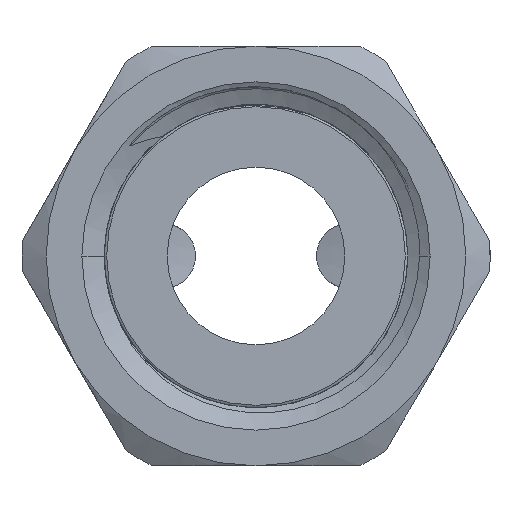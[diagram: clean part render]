
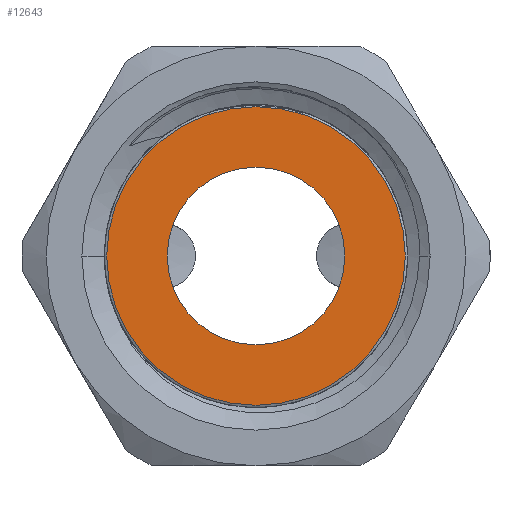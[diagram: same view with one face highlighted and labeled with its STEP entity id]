
A CAD part, left-side view. The second image highlights one B-rep face of the part: STEP entity #12643.
In plain terms, the highlighted planar face has unit normal (-1, 0, 0).
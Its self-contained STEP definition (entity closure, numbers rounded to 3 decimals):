
#12518=CARTESIAN_POINT('',(0.,0.,0.));
#12519=DIRECTION('',(-1.,0.,0.));
#12520=DIRECTION('',(0.,1.,0.));
#12521=AXIS2_PLACEMENT_3D('',#12518,#12519,#12520);
#12526=CARTESIAN_POINT('',(0.,0.,0.));
#12527=DIRECTION('',(1.,0.,0.));
#12528=DIRECTION('',(0.,1.,0.));
#12529=AXIS2_PLACEMENT_3D('',#12526,#12527,#12528);
#12534=CARTESIAN_POINT('',(0.,0.,0.));
#12535=DIRECTION('',(1.,0.,0.));
#12536=DIRECTION('',(0.,1.,0.));
#12537=AXIS2_PLACEMENT_3D('',#12534,#12535,#12536);
#12556=CARTESIAN_POINT('',(0.,0.,0.));
#12557=DIRECTION('',(-1.,0.,0.));
#12558=DIRECTION('',(0.,1.,0.));
#12559=AXIS2_PLACEMENT_3D('',#12556,#12557,#12558);
#12610=CARTESIAN_POINT('',(0.,5.5,0.));
#12612=VERTEX_POINT('',#12610);
#12615=CARTESIAN_POINT('',(0.,9.25,0.));
#12617=VERTEX_POINT('',#12615);
#12618=CARTESIAN_POINT('',(0.,-5.5,0.));
#12620=VERTEX_POINT('',#12618);
#12623=CARTESIAN_POINT('',(0.,-9.25,0.));
#12625=VERTEX_POINT('',#12623);
#12626=CARTESIAN_POINT('',(0.,0.,0.));
#12627=DIRECTION('',(1.,0.,0.));
#12628=DIRECTION('',(0.,-1.,0.));
#12629=AXIS2_PLACEMENT_3D('',#12626,#12627,#12628);
#12630=PLANE('',#12629);
#12632=ORIENTED_EDGE('',*,*,#12631,.F.);
#12634=ORIENTED_EDGE('',*,*,#12633,.T.);
#12635=EDGE_LOOP('',(#12632,#12634));
#12636=FACE_OUTER_BOUND('',#12635,.F.);
#12638=ORIENTED_EDGE('',*,*,#12637,.F.);
#12640=ORIENTED_EDGE('',*,*,#12639,.T.);
#12641=EDGE_LOOP('',(#12638,#12640));
#12642=FACE_BOUND('',#12641,.F.);
#12643=ADVANCED_FACE('',(#12636,#12642),#12630,.F.);
#12522=CIRCLE('',#12521,9.25);
#12530=CIRCLE('',#12529,9.25);
#12538=CIRCLE('',#12537,5.5);
#12560=CIRCLE('',#12559,5.5);
#12631=EDGE_CURVE('',#12617,#12625,#12522,.T.);
#12633=EDGE_CURVE('',#12617,#12625,#12530,.T.);
#12637=EDGE_CURVE('',#12612,#12620,#12538,.T.);
#12639=EDGE_CURVE('',#12612,#12620,#12560,.T.);
